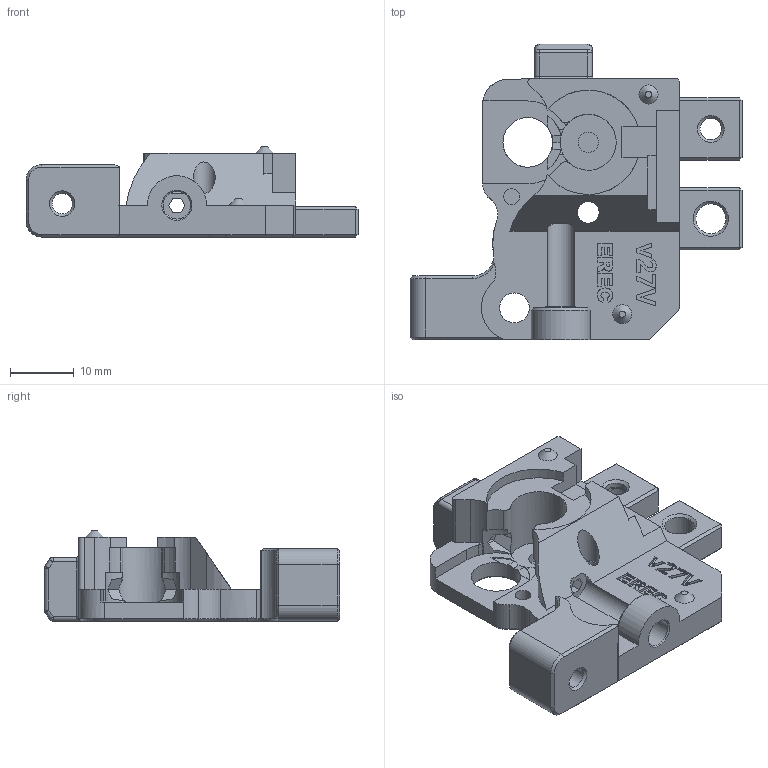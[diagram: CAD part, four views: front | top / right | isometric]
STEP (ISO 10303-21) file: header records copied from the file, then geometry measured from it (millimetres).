
FILE_DESCRIPTION(/* description */ (''),/* implementation_level */ '2;1');
FILE_NAME(/* name */ 'EREC_Cutter_Encoder_Right_servo_28mm_Vbearing.step',/* time_stamp */ '2024-09-13T20:21:55-04:00',/* author */ (''),/* organization */ (''),/* preprocessor_version */ 'ST-DEVELOPER v20',/* originating_system */ 'Autodesk Translation Framework v13.14.0.145',/* authorisation */ '');
FILE_SCHEMA (('AUTOMOTIVE_DESIGN { 1 0 10303 214 3 1 1 }'));
Length unit declared in the file: millimetre
Products named in the file (1): Encoder_Right
Bounding box: 52.15 x 46.4 x 14.17 mm (x, y, z)
Volume: 9720.8 mm3; surface area: 6416.9 mm2
Topology: 2 solids, 2 shells, 464 faces, 1203 edges, 755 vertices
Faces by surface type: plane 265, bspline 89, cylinder 69, cone 28, sphere 8, torus 5
Full cylindrical faces by diameter (mm): 2.5 x1, 3.2 x2, 3.4 x2, 4.34 x1, 4.7 x4, 6 x1, 7.8 x1, 8.8 x1
Entity records: 15724 total; most frequent: CARTESIAN_POINT 4783, ORIENTED_EDGE 2406, DIRECTION 2012, EDGE_CURVE 1203, LINE 776, VECTOR 776, VERTEX_POINT 755, AXIS2_PLACEMENT_3D 618
